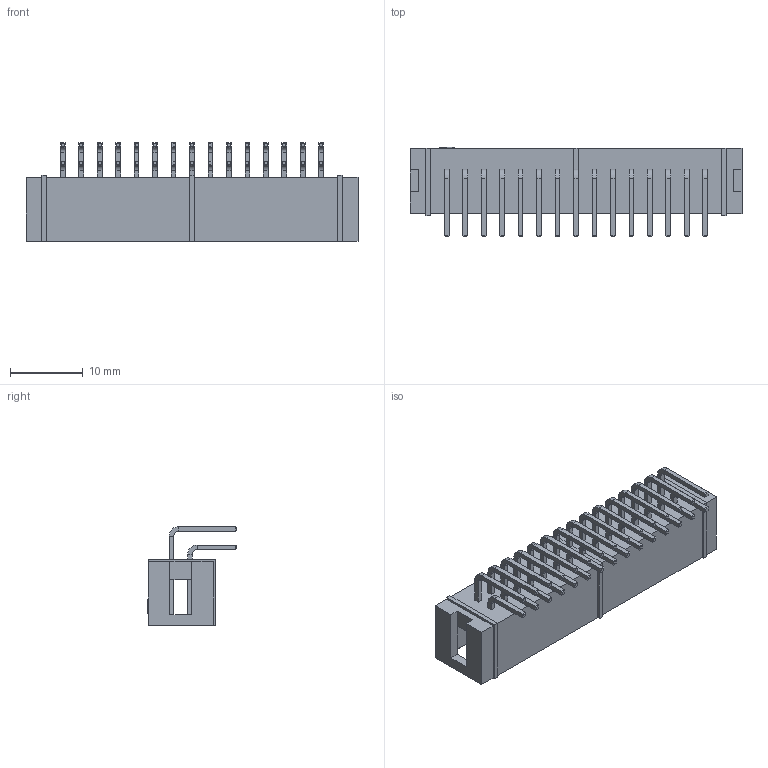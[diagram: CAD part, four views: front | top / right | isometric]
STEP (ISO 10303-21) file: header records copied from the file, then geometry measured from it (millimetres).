
FILE_DESCRIPTION (( 'STEP AP214' ), '1' );
FILE_NAME ('BHR-30.step', '2021-01-16T20:01:15', ( '' ), ( '' ), 'SwSTEP 2.0', 'SolidWorks 2020', '' );
FILE_SCHEMA (( 'AUTOMOTIVE_DESIGN' ));
Length unit declared in the file: millimetre
Products named in the file (1): BHR-30
Bounding box: 45.7 x 12.3 x 13.6 mm (x, y, z)
Volume: 1925.8 mm3; surface area: 3958.8 mm2
Topology: 31 solids, 31 shells, 955 faces, 2086 edges, 1188 vertices
Faces by surface type: plane 895, cylinder 60
Entity records: 33868 total; most frequent: CARTESIAN_POINT 4230, ORIENTED_EDGE 4172, DIRECTION 4118, EDGE_CURVE 2086, VECTOR 1966, LINE 1966, VERTEX_POINT 1188, AXIS2_PLACEMENT_3D 1076
